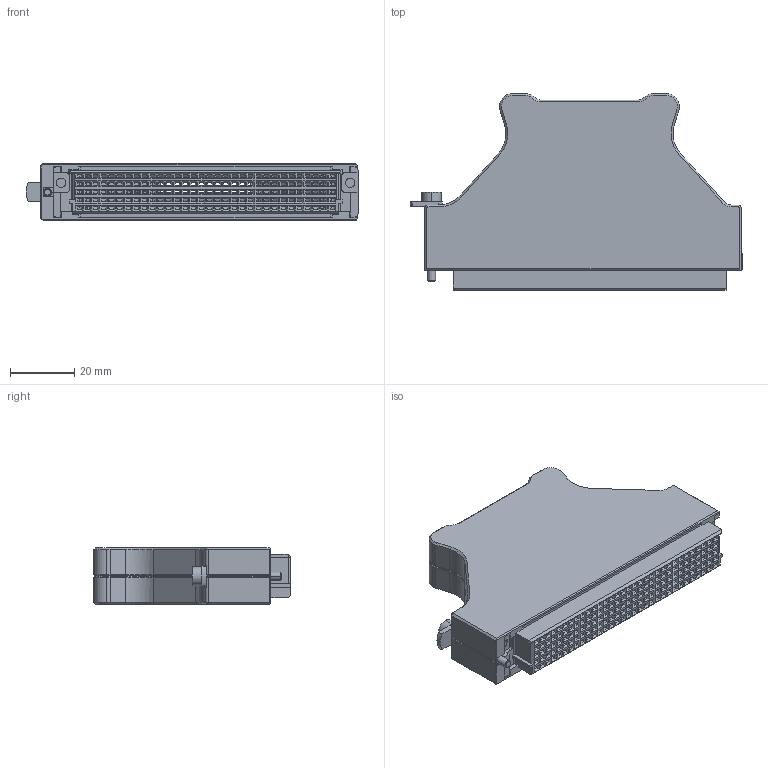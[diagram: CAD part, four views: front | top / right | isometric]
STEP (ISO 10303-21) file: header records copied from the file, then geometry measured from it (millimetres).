
FILE_DESCRIPTION (( 'STEP AP214' ), '1' );
FILE_NAME ('40-970-160-0.5m-FF BASIC ASSY. S20.STEP', '2021-03-16T10:25:48', ( '' ), ( '' ), 'SwSTEP 2.0', 'SolidWorks 2019', '' );
FILE_SCHEMA (( 'AUTOMOTIVE_DESIGN' ));
Length unit declared in the file: millimetre
Products named in the file (11): C-FX-587 Screw, M2.5 x 12, Socket Hd Cap Screw, A2 St Steel_C-FX-587 M2.5x12mm ; C-FX-572 Breakout Box Clamp-34mm; C-FX-137 M3 Shakeproof Washer; C-CN-735 DIN 41642 160way crimp housing; C-FX-101 Screw, M2.5 x 6, Pan Hd, Pozi, Steel, BZP_ISO 7045 - M2.5 x 6 - Z --- 6N; 40-970-160-0.5m-FF BASIC ASSY. S20; C-CN-965 Shell For 160 W Connector_Bottom; C-FX-550 Break Out Box Screw 2.5; C-CN-965 Shell For 160 W Connector_Top; C-FX-227 M2.5 Metal Soldered Tag; C-FX-652 Clamp Tag, 160 way Conn Housing_45 deg
Assembly tree (15 placements, depth 2):
  40-970-160-0.5m-FF BASIC ASSY. S20
    C-CN-965 Shell For 160 W Connector_Top
    C-CN-965 Shell For 160 W Connector_Bottom
    C-FX-572 Breakout Box Clamp-34mm
    C-FX-550 Break Out Box Screw 2.5
    C-FX-227 M2.5 Metal Soldered Tag
    C-FX-587 Screw, M2.5 x 12, Socket Hd Cap Screw, A2 St Steel_C-FX-587 M2.5x12mm   x6
    C-FX-101 Screw, M2.5 x 6, Pan Hd, Pozi, Steel, BZP_ISO 7045 - M2.5 x 6 - Z --- 6N
    C-FX-652 Clamp Tag, 160 way Conn Housing_45 deg
    C-CN-735 DIN 41642 160way crimp housing
    C-FX-137 M3 Shakeproof Washer
Bounding box: 103.35 x 61.25 x 17.65 mm (x, y, z)
Volume: 40897.2 mm3; surface area: 46039.9 mm2
Topology: 15 solids, 23 shells, 3444 faces, 8749 edges, 5520 vertices
Faces by surface type: plane 2781, cylinder 340, cone 155, bspline 129, torus 37, sphere 2
Entity records: 106783 total; most frequent: CARTESIAN_POINT 24806, ORIENTED_EDGE 16950, DIRECTION 15432, EDGE_CURVE 8475, LINE 7314, VECTOR 7314, VERTEX_POINT 5355, AXIS2_PLACEMENT_3D 4059
